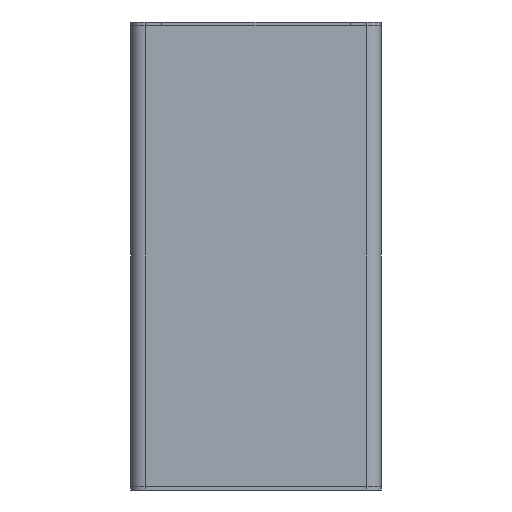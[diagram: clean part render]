
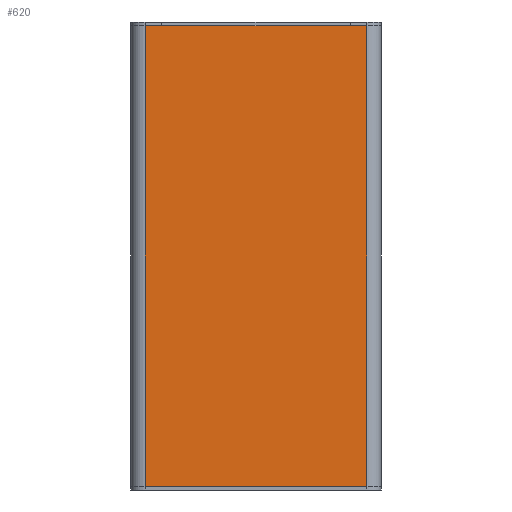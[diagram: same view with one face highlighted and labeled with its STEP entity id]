
A CAD part, front view. The second image highlights one B-rep face of the part: STEP entity #620.
In plain terms, the highlighted planar face has unit normal (0, -1, 0).
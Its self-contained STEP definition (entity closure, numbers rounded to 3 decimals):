
#29=FACE_OUTER_BOUND($,#208,.T.);
#70=LINE($,#937,#132);
#71=LINE($,#939,#133);
#72=LINE($,#941,#134);
#73=LINE($,#943,#135);
#74=LINE($,#945,#136);
#75=LINE($,#946,#137);
#132=VECTOR($,#761,97.5);
#133=VECTOR($,#762,3.5);
#134=VECTOR($,#763,40.);
#135=VECTOR($,#764,3.5);
#136=VECTOR($,#765,97.5);
#137=VECTOR($,#766,47.);
#208=EDGE_LOOP($,(#417,#418,#419,#420,#421,#422));
#273=VERTEX_POINT($,#935);
#274=VERTEX_POINT($,#936);
#275=VERTEX_POINT($,#938);
#276=VERTEX_POINT($,#940);
#277=VERTEX_POINT($,#942);
#278=VERTEX_POINT($,#944);
#325=EDGE_CURVE($,#273,#274,#70,.T.);
#326=EDGE_CURVE($,#275,#274,#71,.T.);
#327=EDGE_CURVE($,#276,#275,#72,.T.);
#328=EDGE_CURVE($,#277,#276,#73,.T.);
#329=EDGE_CURVE($,#277,#278,#74,.T.);
#330=EDGE_CURVE($,#273,#278,#75,.T.);
#417=ORIENTED_EDGE($,*,*,#325,.T.);
#418=ORIENTED_EDGE($,*,*,#326,.F.);
#419=ORIENTED_EDGE($,*,*,#327,.F.);
#420=ORIENTED_EDGE($,*,*,#328,.F.);
#421=ORIENTED_EDGE($,*,*,#329,.T.);
#422=ORIENTED_EDGE($,*,*,#330,.F.);
#547=PLANE($,#670);
#620=ADVANCED_FACE($,(#29),#547,.T.);
#670=AXIS2_PLACEMENT_3D($,#934,#759,#760);
#759=DIRECTION('center_axis',(0.,-1.,0.));
#760=DIRECTION('ref_axis',(0.,0.,-1.));
#761=DIRECTION($,(0.,0.,1.));
#762=DIRECTION($,(1.,0.,0.));
#763=DIRECTION($,(1.,0.,0.));
#764=DIRECTION($,(1.,0.,0.));
#765=DIRECTION($,(0.,0.,-1.));
#766=DIRECTION($,(-1.,0.,0.));
#934=CARTESIAN_POINT('Origin',(0.,-15.74,0.));
#935=CARTESIAN_POINT('',(23.5,-15.74,-48.75));
#936=CARTESIAN_POINT('',(23.5,-15.74,48.75));
#937=CARTESIAN_POINT($,(23.5,-15.74,-24.375));
#938=CARTESIAN_POINT('',(20.,-15.74,48.75));
#939=CARTESIAN_POINT($,(26.5,-15.74,48.75));
#940=CARTESIAN_POINT('',(-20.,-15.74,48.75));
#941=CARTESIAN_POINT($,(26.5,-15.74,48.75));
#942=CARTESIAN_POINT('',(-23.5,-15.74,48.75));
#943=CARTESIAN_POINT($,(26.5,-15.74,48.75));
#944=CARTESIAN_POINT('',(-23.5,-15.74,-48.75));
#945=CARTESIAN_POINT($,(-23.5,-15.74,24.375));
#946=CARTESIAN_POINT($,(-26.5,-15.74,-48.75));
